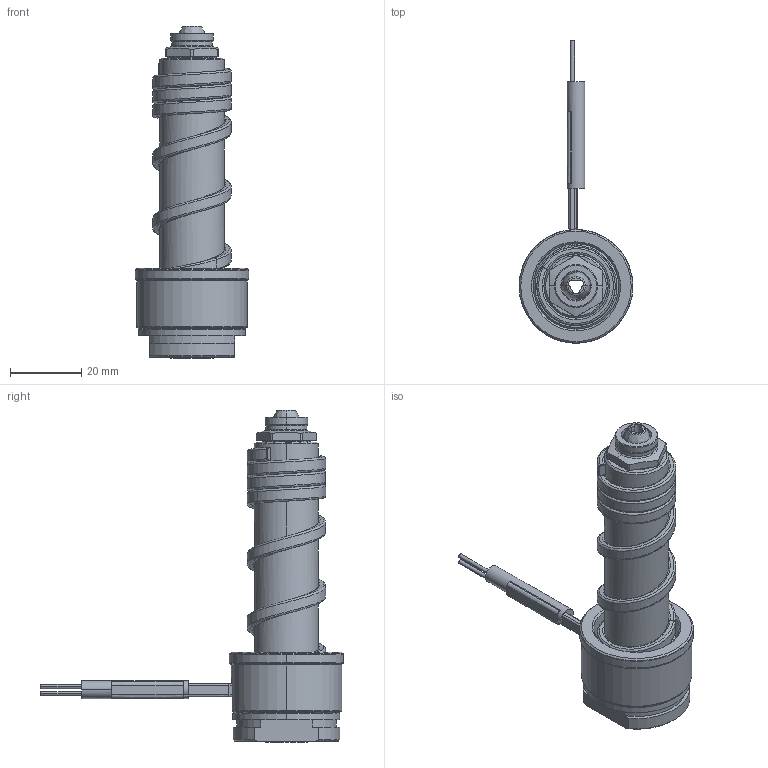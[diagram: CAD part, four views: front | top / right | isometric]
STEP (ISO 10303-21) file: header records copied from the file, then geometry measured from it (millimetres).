
FILE_DESCRIPTION((''),'2;1');
FILE_NAME('SM-96-CEG','2014-03-04T',('Íàòàëüÿ'),('IMID'),'PRO/ENGINEER BY PARAMETRIC TECHNOLOGY CORPORATION, 2010180','PRO/ENGINEER BY PARAMETRIC TECHNOLOGY CORPORATION, 2010180','');
FILE_SCHEMA(('CONFIG_CONTROL_DESIGN'));
Length unit declared in the file: millimetre
Products named in the file (1): SM-96-CEG
Bounding box: 32 x 85 x 93.2 mm (x, y, z)
Volume: 32687.3 mm3; surface area: 17884.4 mm2
Topology: 1 solids, 7 shells, 308 faces, 786 edges, 466 vertices
Faces by surface type: cylinder 109, bspline 56, cone 52, plane 51, torus 24, revolution 9, extrusion 7
Entity records: 16469 total; most frequent: CARTESIAN_POINT 9361, ORIENTED_EDGE 1532, DIRECTION 1388, EDGE_CURVE 778, AXIS2_PLACEMENT_3D 550, VERTEX_POINT 466, EDGE_LOOP 328, CIRCLE 313
